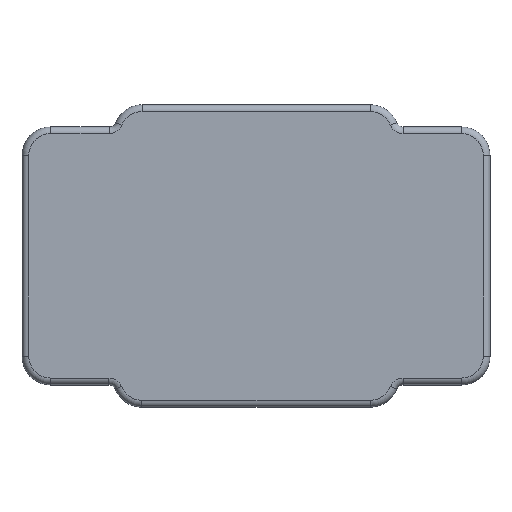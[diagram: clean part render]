
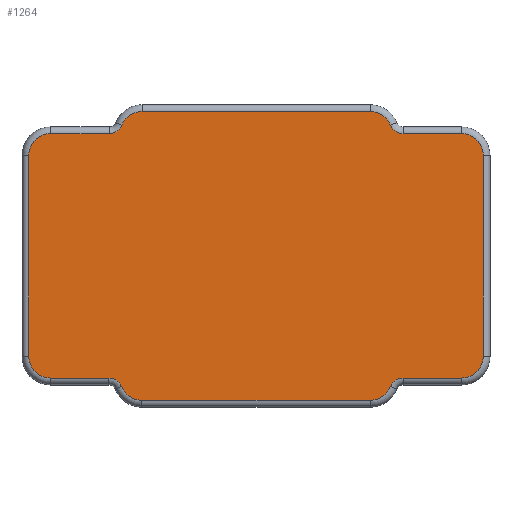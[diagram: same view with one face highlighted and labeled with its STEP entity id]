
A CAD part, top view. The second image highlights one B-rep face of the part: STEP entity #1264.
In plain terms, the highlighted planar face has unit normal (0, 0, 1).
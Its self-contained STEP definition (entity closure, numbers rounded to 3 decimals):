
#44=PLANE('',#1411);
#59=LINE('',#1954,#147);
#61=LINE('',#1966,#149);
#63=LINE('',#1978,#151);
#65=LINE('',#1996,#153);
#67=LINE('',#2014,#155);
#69=LINE('',#2026,#157);
#71=LINE('',#2038,#159);
#73=LINE('',#2053,#161);
#147=VECTOR('',#1526,10.);
#149=VECTOR('',#1540,10.);
#151=VECTOR('',#1554,10.);
#153=VECTOR('',#1576,10.);
#155=VECTOR('',#1598,10.);
#157=VECTOR('',#1612,10.);
#159=VECTOR('',#1626,10.);
#161=VECTOR('',#1646,10.);
#305=FACE_OUTER_BOUND('',#388,.T.);
#388=EDGE_LOOP('',(#954,#955,#956,#957,#958,#959,#960,#961,#962,#963,#964,
#965,#966,#967,#968,#969,#970,#971,#972,#973));
#445=CIRCLE('',#1335,3.25);
#447=CIRCLE('',#1338,2.);
#451=CIRCLE('',#1344,3.25);
#455=CIRCLE('',#1350,3.25);
#459=CIRCLE('',#1356,2.);
#462=CIRCLE('',#1360,3.25);
#466=CIRCLE('',#1366,3.25);
#469=CIRCLE('',#1370,2.);
#473=CIRCLE('',#1376,3.25);
#477=CIRCLE('',#1382,3.25);
#481=CIRCLE('',#1388,2.);
#484=CIRCLE('',#1392,3.25);
#530=VERTEX_POINT('',#1936);
#533=VERTEX_POINT('',#1941);
#535=VERTEX_POINT('',#1946);
#537=VERTEX_POINT('',#1952);
#539=VERTEX_POINT('',#1958);
#541=VERTEX_POINT('',#1964);
#543=VERTEX_POINT('',#1970);
#545=VERTEX_POINT('',#1976);
#547=VERTEX_POINT('',#1982);
#549=VERTEX_POINT('',#1988);
#551=VERTEX_POINT('',#1994);
#553=VERTEX_POINT('',#2000);
#555=VERTEX_POINT('',#2006);
#557=VERTEX_POINT('',#2012);
#559=VERTEX_POINT('',#2018);
#561=VERTEX_POINT('',#2024);
#563=VERTEX_POINT('',#2030);
#565=VERTEX_POINT('',#2036);
#567=VERTEX_POINT('',#2042);
#569=VERTEX_POINT('',#2048);
#645=EDGE_CURVE('',#533,#530,#445,.T.);
#647=EDGE_CURVE('',#535,#533,#447,.T.);
#650=EDGE_CURVE('',#537,#535,#59,.T.);
#653=EDGE_CURVE('',#539,#537,#451,.T.);
#656=EDGE_CURVE('',#541,#539,#61,.T.);
#659=EDGE_CURVE('',#543,#541,#455,.T.);
#662=EDGE_CURVE('',#545,#543,#63,.T.);
#665=EDGE_CURVE('',#547,#545,#459,.T.);
#668=EDGE_CURVE('',#549,#547,#462,.T.);
#671=EDGE_CURVE('',#551,#549,#65,.T.);
#674=EDGE_CURVE('',#553,#551,#466,.T.);
#677=EDGE_CURVE('',#555,#553,#469,.T.);
#680=EDGE_CURVE('',#557,#555,#67,.T.);
#683=EDGE_CURVE('',#559,#557,#473,.T.);
#686=EDGE_CURVE('',#561,#559,#69,.T.);
#689=EDGE_CURVE('',#563,#561,#477,.T.);
#692=EDGE_CURVE('',#565,#563,#71,.T.);
#695=EDGE_CURVE('',#567,#565,#481,.T.);
#698=EDGE_CURVE('',#569,#567,#484,.T.);
#700=EDGE_CURVE('',#530,#569,#73,.T.);
#954=ORIENTED_EDGE('',*,*,#645,.F.);
#955=ORIENTED_EDGE('',*,*,#647,.F.);
#956=ORIENTED_EDGE('',*,*,#650,.F.);
#957=ORIENTED_EDGE('',*,*,#653,.F.);
#958=ORIENTED_EDGE('',*,*,#656,.F.);
#959=ORIENTED_EDGE('',*,*,#659,.F.);
#960=ORIENTED_EDGE('',*,*,#662,.F.);
#961=ORIENTED_EDGE('',*,*,#665,.F.);
#962=ORIENTED_EDGE('',*,*,#668,.F.);
#963=ORIENTED_EDGE('',*,*,#671,.F.);
#964=ORIENTED_EDGE('',*,*,#674,.F.);
#965=ORIENTED_EDGE('',*,*,#677,.F.);
#966=ORIENTED_EDGE('',*,*,#680,.F.);
#967=ORIENTED_EDGE('',*,*,#683,.F.);
#968=ORIENTED_EDGE('',*,*,#686,.F.);
#969=ORIENTED_EDGE('',*,*,#689,.F.);
#970=ORIENTED_EDGE('',*,*,#692,.F.);
#971=ORIENTED_EDGE('',*,*,#695,.F.);
#972=ORIENTED_EDGE('',*,*,#698,.F.);
#973=ORIENTED_EDGE('',*,*,#700,.F.);
#1264=ADVANCED_FACE('',(#305),#44,.F.);
#1335=AXIS2_PLACEMENT_3D('',#1943,#1512,#1513);
#1338=AXIS2_PLACEMENT_3D('',#1948,#1518,#1519);
#1344=AXIS2_PLACEMENT_3D('',#1960,#1532,#1533);
#1350=AXIS2_PLACEMENT_3D('',#1972,#1546,#1547);
#1356=AXIS2_PLACEMENT_3D('',#1984,#1560,#1561);
#1360=AXIS2_PLACEMENT_3D('',#1990,#1568,#1569);
#1366=AXIS2_PLACEMENT_3D('',#2002,#1582,#1583);
#1370=AXIS2_PLACEMENT_3D('',#2008,#1590,#1591);
#1376=AXIS2_PLACEMENT_3D('',#2020,#1604,#1605);
#1382=AXIS2_PLACEMENT_3D('',#2032,#1618,#1619);
#1388=AXIS2_PLACEMENT_3D('',#2044,#1632,#1633);
#1392=AXIS2_PLACEMENT_3D('',#2050,#1640,#1641);
#1411=AXIS2_PLACEMENT_3D('',#2097,#1695,#1696);
#1512=DIRECTION('center_axis',(0.,0.,-1.));
#1513=DIRECTION('ref_axis',(-0.561,0.828,0.));
#1518=DIRECTION('center_axis',(0.,0.,1.));
#1519=DIRECTION('ref_axis',(0.561,-0.828,0.));
#1526=DIRECTION('',(1.,0.,0.));
#1532=DIRECTION('center_axis',(0.,0.,-1.));
#1533=DIRECTION('ref_axis',(-0.707,0.707,0.));
#1540=DIRECTION('',(0.,1.,0.));
#1546=DIRECTION('center_axis',(0.,0.,-1.));
#1547=DIRECTION('ref_axis',(-0.707,-0.707,0.));
#1554=DIRECTION('',(-1.,0.,0.));
#1560=DIRECTION('center_axis',(0.,0.,1.));
#1561=DIRECTION('ref_axis',(0.561,0.828,0.));
#1568=DIRECTION('center_axis',(0.,0.,-1.));
#1569=DIRECTION('ref_axis',(-0.561,-0.828,0.));
#1576=DIRECTION('',(-1.,0.,0.));
#1582=DIRECTION('center_axis',(0.,0.,-1.));
#1583=DIRECTION('ref_axis',(0.561,-0.828,0.));
#1590=DIRECTION('center_axis',(0.,0.,1.));
#1591=DIRECTION('ref_axis',(-0.561,0.828,0.));
#1598=DIRECTION('',(-1.,0.,0.));
#1604=DIRECTION('center_axis',(0.,0.,-1.));
#1605=DIRECTION('ref_axis',(0.707,-0.707,0.));
#1612=DIRECTION('',(0.,-1.,0.));
#1618=DIRECTION('center_axis',(0.,0.,-1.));
#1619=DIRECTION('ref_axis',(0.707,0.707,0.));
#1626=DIRECTION('',(1.,0.,0.));
#1632=DIRECTION('center_axis',(0.,0.,1.));
#1633=DIRECTION('ref_axis',(-0.561,-0.828,0.));
#1640=DIRECTION('center_axis',(0.,0.,-1.));
#1641=DIRECTION('ref_axis',(0.561,0.828,0.));
#1646=DIRECTION('',(1.,0.,0.));
#1695=DIRECTION('center_axis',(0.,0.,-1.));
#1696=DIRECTION('ref_axis',(1.,0.,0.));
#1936=CARTESIAN_POINT('',(-34.4,25.35,21.));
#1941=CARTESIAN_POINT('',(-37.417,23.307,21.));
#1943=CARTESIAN_POINT('Origin',(-34.4,22.1,21.));
#1946=CARTESIAN_POINT('',(-39.274,22.05,21.));
#1948=CARTESIAN_POINT('Origin',(-39.274,24.05,21.));
#1952=CARTESIAN_POINT('',(-48.,22.05,21.));
#1954=CARTESIAN_POINT('',(-32.75,22.05,21.));
#1958=CARTESIAN_POINT('',(-51.25,18.8,21.));
#1960=CARTESIAN_POINT('Origin',(-48.,18.8,21.));
#1964=CARTESIAN_POINT('',(-51.25,-11.,21.));
#1966=CARTESIAN_POINT('',(-51.25,-3.55,21.));
#1970=CARTESIAN_POINT('',(-48.,-14.25,21.));
#1972=CARTESIAN_POINT('Origin',(-48.,-11.,21.));
#1976=CARTESIAN_POINT('',(-39.336,-14.25,21.));
#1978=CARTESIAN_POINT('',(-28.052,-14.25,21.));
#1982=CARTESIAN_POINT('',(-37.479,-15.507,21.));
#1984=CARTESIAN_POINT('Origin',(-39.336,-16.25,21.));
#1988=CARTESIAN_POINT('',(-34.462,-17.55,21.));
#1990=CARTESIAN_POINT('Origin',(-34.462,-14.3,21.));
#1994=CARTESIAN_POINT('',(-0.538,-17.55,21.));
#1996=CARTESIAN_POINT('',(-9.019,-17.55,21.));
#2000=CARTESIAN_POINT('',(2.479,-15.507,21.));
#2002=CARTESIAN_POINT('Origin',(-0.538,-14.3,21.));
#2006=CARTESIAN_POINT('',(4.336,-14.25,21.));
#2008=CARTESIAN_POINT('Origin',(4.336,-16.25,21.));
#2012=CARTESIAN_POINT('',(13.,-14.25,21.));
#2014=CARTESIAN_POINT('',(-2.25,-14.25,21.));
#2018=CARTESIAN_POINT('',(16.25,-11.,21.));
#2020=CARTESIAN_POINT('Origin',(13.,-11.,21.));
#2024=CARTESIAN_POINT('',(16.25,18.8,21.));
#2026=CARTESIAN_POINT('',(16.25,11.35,21.));
#2030=CARTESIAN_POINT('',(13.,22.05,21.));
#2032=CARTESIAN_POINT('Origin',(13.,18.8,21.));
#2036=CARTESIAN_POINT('',(4.336,22.05,21.));
#2038=CARTESIAN_POINT('',(-6.948,22.05,21.));
#2042=CARTESIAN_POINT('',(2.479,23.307,21.));
#2044=CARTESIAN_POINT('Origin',(4.336,24.05,21.));
#2048=CARTESIAN_POINT('',(-0.538,25.35,21.));
#2050=CARTESIAN_POINT('Origin',(-0.538,22.1,21.));
#2053=CARTESIAN_POINT('',(-25.95,25.35,21.));
#2097=CARTESIAN_POINT('Origin',(-17.5,3.9,21.));
